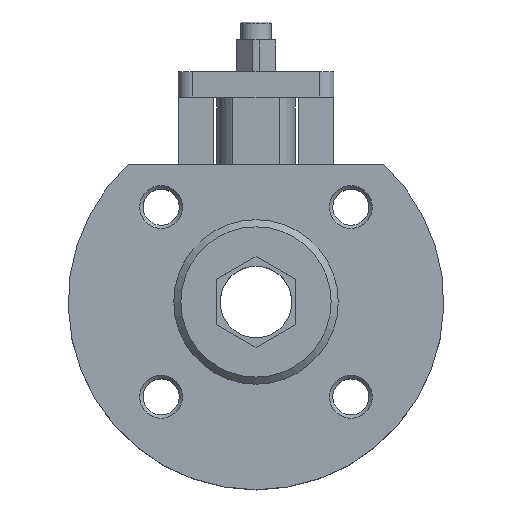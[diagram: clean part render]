
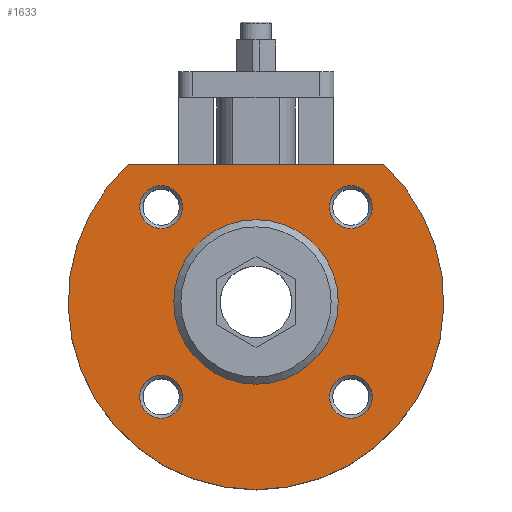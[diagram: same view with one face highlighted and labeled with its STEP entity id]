
A CAD part, top view. The second image highlights one B-rep face of the part: STEP entity #1633.
In plain terms, the highlighted planar face has unit normal (0, 0, 1).
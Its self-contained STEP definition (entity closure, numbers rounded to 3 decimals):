
#82=LINE('',#2507,#224);
#224=VECTOR('',#1981,1000.);
#329=PLANE('',#1757);
#472=ORIENTED_EDGE('',*,*,#902,.F.);
#473=ORIENTED_EDGE('',*,*,#868,.F.);
#474=ORIENTED_EDGE('',*,*,#903,.T.);
#475=ORIENTED_EDGE('',*,*,#904,.T.);
#476=ORIENTED_EDGE('',*,*,#905,.T.);
#477=ORIENTED_EDGE('',*,*,#906,.T.);
#478=ORIENTED_EDGE('',*,*,#907,.T.);
#868=EDGE_CURVE('',#1087,#1088,#82,.T.);
#902=EDGE_CURVE('',#1088,#1087,#1220,.T.);
#903=EDGE_CURVE('',#1111,#1111,#1221,.T.);
#904=EDGE_CURVE('',#1112,#1112,#1222,.T.);
#905=EDGE_CURVE('',#1113,#1113,#1223,.T.);
#906=EDGE_CURVE('',#1114,#1114,#1224,.T.);
#907=EDGE_CURVE('',#1115,#1115,#1225,.T.);
#1087=VERTEX_POINT('',#2506);
#1088=VERTEX_POINT('',#2508);
#1111=VERTEX_POINT('',#2569);
#1112=VERTEX_POINT('',#2571);
#1113=VERTEX_POINT('',#2573);
#1114=VERTEX_POINT('',#2575);
#1115=VERTEX_POINT('',#2577);
#1220=CIRCLE('',#1758,52.5);
#1221=CIRCLE('',#1759,6.);
#1222=CIRCLE('',#1760,6.);
#1223=CIRCLE('',#1761,6.);
#1224=CIRCLE('',#1762,6.);
#1225=CIRCLE('',#1763,23.);
#1310=EDGE_LOOP('',(#472,#473));
#1311=EDGE_LOOP('',(#474));
#1312=EDGE_LOOP('',(#475));
#1313=EDGE_LOOP('',(#476));
#1314=EDGE_LOOP('',(#477));
#1315=EDGE_LOOP('',(#478));
#1462=FACE_BOUND('',#1310,.T.);
#1463=FACE_BOUND('',#1311,.T.);
#1464=FACE_BOUND('',#1312,.T.);
#1465=FACE_BOUND('',#1313,.T.);
#1466=FACE_BOUND('',#1314,.T.);
#1467=FACE_BOUND('',#1315,.T.);
#1633=ADVANCED_FACE('',(#1462,#1463,#1464,#1465,#1466,#1467),#329,.F.);
#1757=AXIS2_PLACEMENT_3D('',#2566,#2035,#2036);
#1758=AXIS2_PLACEMENT_3D('',#2567,#2037,#2038);
#1759=AXIS2_PLACEMENT_3D('',#2568,#2039,#2040);
#1760=AXIS2_PLACEMENT_3D('',#2570,#2041,#2042);
#1761=AXIS2_PLACEMENT_3D('',#2572,#2043,#2044);
#1762=AXIS2_PLACEMENT_3D('',#2574,#2045,#2046);
#1763=AXIS2_PLACEMENT_3D('',#2576,#2047,#2048);
#1981=DIRECTION('',(1.,0.,0.));
#2035=DIRECTION('',(0.,0.,-1.));
#2036=DIRECTION('',(-1.,0.,0.));
#2037=DIRECTION('',(0.,0.,-1.));
#2038=DIRECTION('',(-1.,0.,0.));
#2039=DIRECTION('',(0.,0.,-1.));
#2040=DIRECTION('',(-1.,0.,0.));
#2041=DIRECTION('',(0.,0.,-1.));
#2042=DIRECTION('',(-1.,0.,0.));
#2043=DIRECTION('',(0.,0.,-1.));
#2044=DIRECTION('',(-1.,0.,0.));
#2045=DIRECTION('',(0.,0.,-1.));
#2046=DIRECTION('',(-1.,0.,0.));
#2047=DIRECTION('',(0.,0.,-1.));
#2048=DIRECTION('',(-1.,0.,0.));
#2506=CARTESIAN_POINT('',(-35.693,38.5,20.));
#2507=CARTESIAN_POINT('',(0.,38.5,20.));
#2508=CARTESIAN_POINT('',(35.693,38.5,20.));
#2566=CARTESIAN_POINT('',(0.,23.,20.));
#2567=CARTESIAN_POINT('',(0.,0.,20.));
#2568=CARTESIAN_POINT('',(26.517,26.517,20.));
#2569=CARTESIAN_POINT('',(20.517,26.517,20.));
#2570=CARTESIAN_POINT('',(26.517,-26.517,20.));
#2571=CARTESIAN_POINT('',(20.517,-26.517,20.));
#2572=CARTESIAN_POINT('',(-26.517,-26.517,20.));
#2573=CARTESIAN_POINT('',(-32.517,-26.517,20.));
#2574=CARTESIAN_POINT('',(-26.517,26.517,20.));
#2575=CARTESIAN_POINT('',(-32.517,26.517,20.));
#2576=CARTESIAN_POINT('',(0.,0.,20.));
#2577=CARTESIAN_POINT('',(-23.,0.,20.));
